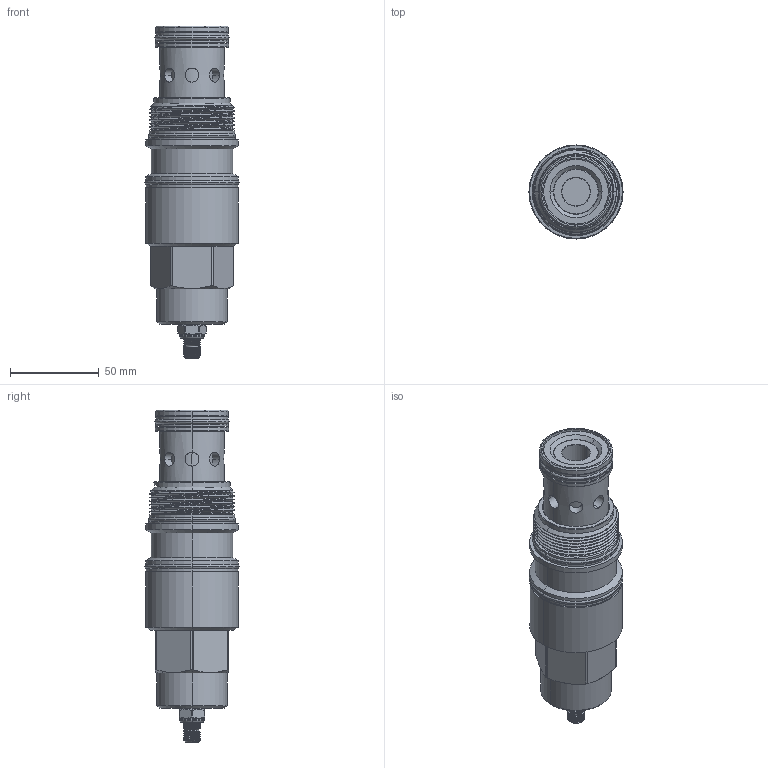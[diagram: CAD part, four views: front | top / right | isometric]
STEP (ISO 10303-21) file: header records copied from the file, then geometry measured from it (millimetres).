
FILE_DESCRIPTION (( 'STEP AP203' ), '1' );
FILE_NAME ('PD19A3J-L.STEP', '2020-03-23T02:52:51', ( '' ), ( '' ), 'SwSTEP 2.0', 'SolidWorks 2018', '' );
FILE_SCHEMA (( 'CONFIG_CONTROL_DESIGN' ));
Length unit declared in the file: millimetre
Products named in the file (1): PD19A3J-L
Bounding box: 53.11 x 53.11 x 187.35 mm (x, y, z)
Volume: 259389.4 mm3; surface area: 43869.4 mm2
Topology: 8 solids, 21 shells, 387 faces, 893 edges, 565 vertices
Faces by surface type: cylinder 192, plane 100, cone 46, torus 40, bspline 9
Entity records: 19193 total; most frequent: CARTESIAN_POINT 10408, DIRECTION 1872, ORIENTED_EDGE 1782, EDGE_CURVE 891, AXIS2_PLACEMENT_3D 790, VERTEX_POINT 565, EDGE_LOOP 444, CIRCLE 411
